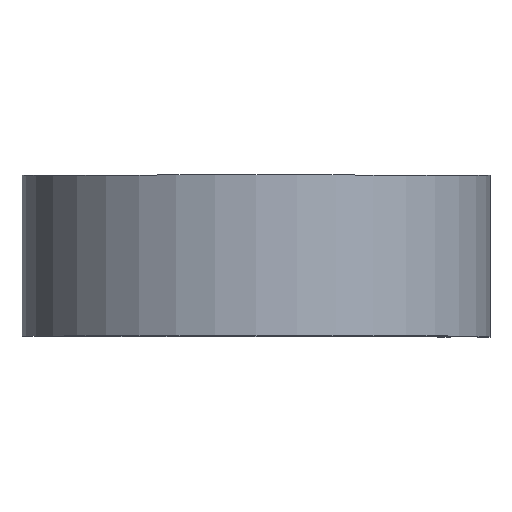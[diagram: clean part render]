
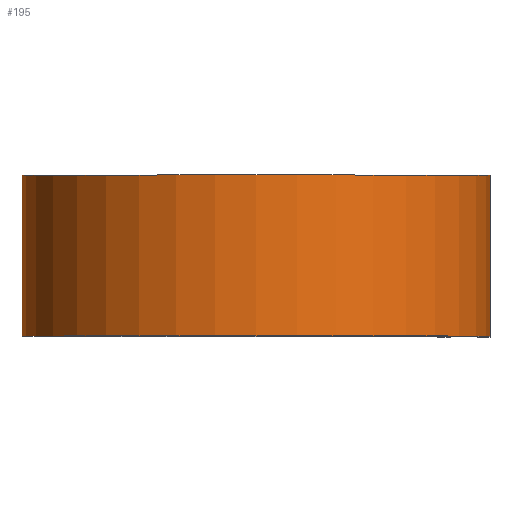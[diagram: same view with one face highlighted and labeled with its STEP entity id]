
A CAD part, top view. The second image highlights one B-rep face of the part: STEP entity #195.
In plain terms, the highlighted cylindrical face has radius 27.711 mm (diameter 55.423 mm), a partial arc.
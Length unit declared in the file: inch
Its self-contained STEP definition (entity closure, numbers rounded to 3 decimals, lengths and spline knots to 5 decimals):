
#9 = CYLINDRICAL_SURFACE ( 'NONE', #183, 1.091 ) ;
#10 = ORIENTED_EDGE ( 'NONE', *, *, #193, .T. ) ;
#20 = VECTOR ( 'NONE', #165, 39.37008 ) ;
#35 = CIRCLE ( 'NONE', #164, 1.091 ) ;
#48 = LINE ( 'NONE', #194, #20 ) ;
#60 = DIRECTION ( 'NONE',  ( 0., -1., 0. ) ) ;
#68 = VERTEX_POINT ( 'NONE', #333 ) ;
#162 = CARTESIAN_POINT ( 'NONE',  ( 0., 0.375, 0. ) ) ;
#164 = AXIS2_PLACEMENT_3D ( 'NONE', #171, #174, #176 ) ;
#165 = DIRECTION ( 'NONE',  ( 0., -1., 0. ) ) ;
#171 = CARTESIAN_POINT ( 'NONE',  ( 0., 0.375, 0. ) ) ;
#174 = DIRECTION ( 'NONE',  ( 0., 1., 0. ) ) ;
#176 = DIRECTION ( 'NONE',  ( 1., 0., 0. ) ) ;
#183 = AXIS2_PLACEMENT_3D ( 'NONE', #162, #626, #228 ) ;
#193 = EDGE_CURVE ( 'NONE', #576, #428, #619, .T. ) ;
#194 = CARTESIAN_POINT ( 'NONE',  ( 1.091, 0.375, 0. ) ) ;
#195 = ADVANCED_FACE ( 'NONE', ( #618 ), #9, .T. ) ;
#212 = CARTESIAN_POINT ( 'NONE',  ( 0., 0.375, -1.091 ) ) ;
#217 = EDGE_CURVE ( 'NONE', #576, #68, #35, .T. ) ;
#222 = EDGE_CURVE ( 'NONE', #68, #304, #48, .T. ) ;
#228 = DIRECTION ( 'NONE',  ( 0., 0., -1. ) ) ;
#250 = ORIENTED_EDGE ( 'NONE', *, *, #259, .T. ) ;
#259 = EDGE_CURVE ( 'NONE', #428, #304, #482, .T. ) ;
#271 = CARTESIAN_POINT ( 'NONE',  ( 1.091, -0.375, 0. ) ) ;
#304 = VERTEX_POINT ( 'NONE', #271 ) ;
#306 = ORIENTED_EDGE ( 'NONE', *, *, #217, .F. ) ;
#332 = EDGE_LOOP ( 'NONE', ( #250, #427, #306, #10 ) ) ;
#333 = CARTESIAN_POINT ( 'NONE',  ( 1.091, 0.375, 0. ) ) ;
#345 = CARTESIAN_POINT ( 'NONE',  ( 0., -0.375, -1.091 ) ) ;
#427 = ORIENTED_EDGE ( 'NONE', *, *, #222, .F. ) ;
#428 = VERTEX_POINT ( 'NONE', #345 ) ;
#473 = AXIS2_PLACEMENT_3D ( 'NONE', #501, #514, #518 ) ;
#482 = CIRCLE ( 'NONE', #473, 1.091 ) ;
#501 = CARTESIAN_POINT ( 'NONE',  ( 0., -0.375, 0. ) ) ;
#514 = DIRECTION ( 'NONE',  ( 0., 1., 0. ) ) ;
#518 = DIRECTION ( 'NONE',  ( 1., 0., 0. ) ) ;
#526 = VECTOR ( 'NONE', #60, 39.37008 ) ;
#576 = VERTEX_POINT ( 'NONE', #212 ) ;
#593 = CARTESIAN_POINT ( 'NONE',  ( 0., 0.375, -1.091 ) ) ;
#618 = FACE_OUTER_BOUND ( 'NONE', #332, .T. ) ;
#619 = LINE ( 'NONE', #593, #526 ) ;
#626 = DIRECTION ( 'NONE',  ( 0., -1., 0. ) ) ;
